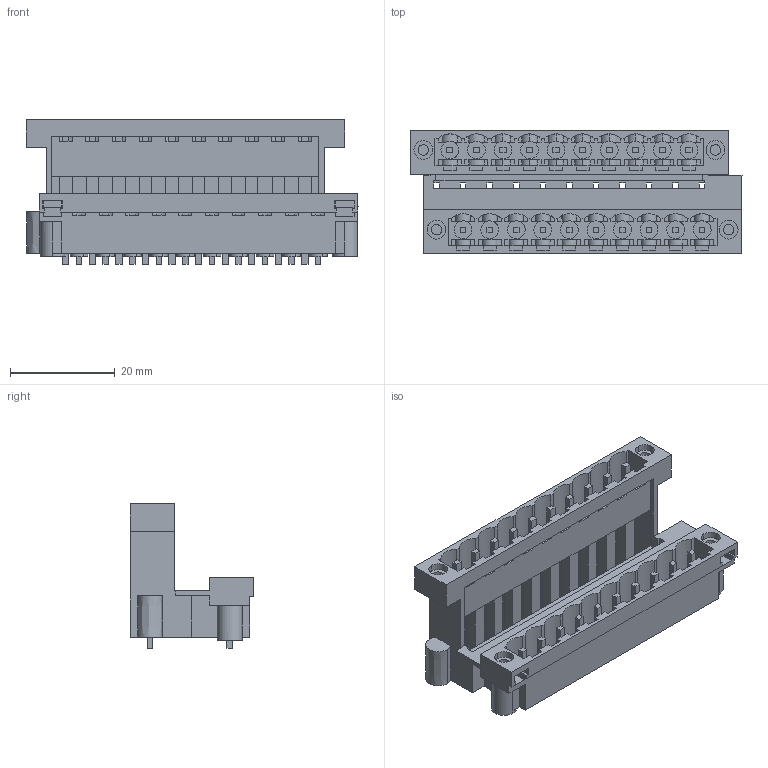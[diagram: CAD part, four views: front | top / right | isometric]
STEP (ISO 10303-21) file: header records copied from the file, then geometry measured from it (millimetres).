
FILE_DESCRIPTION(('CATIA V5 STEP Exchange','CAx-IF Rec.Pracs.--- Model Styling and Organization---1.2---2011-12-15'),'2;1');
FILE_NAME ('D1456904_0_1828970000_1828970000.stp','2018-04-19T11:41:23+00:00',('none'),('Weidmueller'),'CATIA Version 5-6 Release 2014','CATIA V5 STEP AP214','none');
FILE_SCHEMA(('AUTOMOTIVE_DESIGN { 1 0 10303 214 1 1 1 1 }'));
Length unit declared in the file: millimetre
Products named in the file (1): 1828970000
Bounding box: 63.5 x 23.67 x 27.66 mm (x, y, z)
Volume: 9003.9 mm3; surface area: 17226.2 mm2
Topology: 25 solids, 35 shells, 1039 faces, 3332 edges, 2330 vertices
Faces by surface type: plane 853, cylinder 182, extrusion 4
Entity records: 35173 total; most frequent: CARTESIAN_POINT 7554, ORIENTED_EDGE 6664, DIRECTION 4267, EDGE_CURVE 3332, VECTOR 2702, LINE 2698, VERTEX_POINT 2330, EDGE_LOOP 1126
